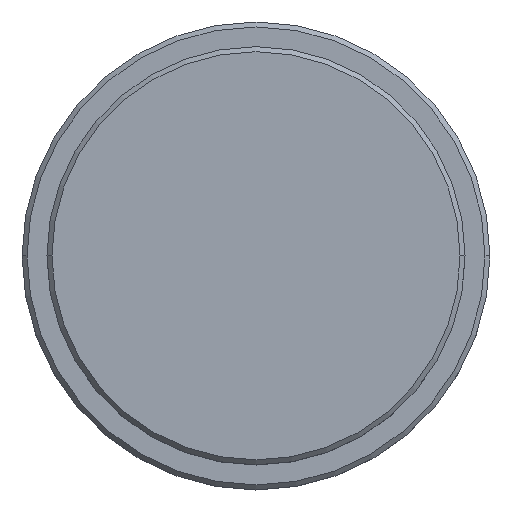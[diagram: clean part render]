
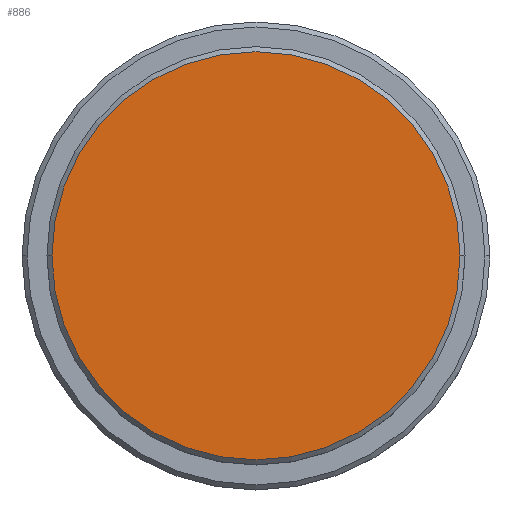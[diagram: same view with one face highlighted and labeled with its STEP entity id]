
A CAD part, top view. The second image highlights one B-rep face of the part: STEP entity #886.
In plain terms, the highlighted planar face has unit normal (0, 0, 1).
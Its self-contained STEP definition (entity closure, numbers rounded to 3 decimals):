
#112 = PLANE ( 'NONE',  #770 ) ;
#188 = EDGE_CURVE ( 'NONE', #1115, #1221, #1105, .T. ) ;
#287 = DIRECTION ( 'NONE',  ( 0., 0., 1. ) ) ;
#306 = CARTESIAN_POINT ( 'NONE',  ( 0., 0., 0. ) ) ;
#373 = EDGE_CURVE ( 'NONE', #1221, #1115, #1083, .T. ) ;
#383 = CARTESIAN_POINT ( 'NONE',  ( 20.5, 0., 0. ) ) ;
#389 = DIRECTION ( 'NONE',  ( 1., 0., 0. ) ) ;
#412 = DIRECTION ( 'NONE',  ( 0., 0., 1. ) ) ;
#521 = AXIS2_PLACEMENT_3D ( 'NONE', #898, #790, #681 ) ;
#634 = CARTESIAN_POINT ( 'NONE',  ( 0., 0., 0. ) ) ;
#635 = DIRECTION ( 'NONE',  ( 1., 0., 0. ) ) ;
#681 = DIRECTION ( 'NONE',  ( 1., 0., 0. ) ) ;
#770 = AXIS2_PLACEMENT_3D ( 'NONE', #306, #412, #635 ) ;
#790 = DIRECTION ( 'NONE',  ( 0., 0., 1. ) ) ;
#872 = EDGE_LOOP ( 'NONE', ( #1144, #1118 ) ) ;
#886 = ADVANCED_FACE ( 'NONE', ( #1196 ), #112, .T. ) ;
#898 = CARTESIAN_POINT ( 'NONE',  ( 0., 0., 0. ) ) ;
#1083 = CIRCLE ( 'NONE', #1234, 20.5 ) ;
#1105 = CIRCLE ( 'NONE', #521, 20.5 ) ;
#1115 = VERTEX_POINT ( 'NONE', #1311 ) ;
#1118 = ORIENTED_EDGE ( 'NONE', *, *, #373, .T. ) ;
#1144 = ORIENTED_EDGE ( 'NONE', *, *, #188, .T. ) ;
#1196 = FACE_OUTER_BOUND ( 'NONE', #872, .T. ) ;
#1221 = VERTEX_POINT ( 'NONE', #383 ) ;
#1234 = AXIS2_PLACEMENT_3D ( 'NONE', #634, #287, #389 ) ;
#1311 = CARTESIAN_POINT ( 'NONE',  ( -20.5, 0., 0. ) ) ;
